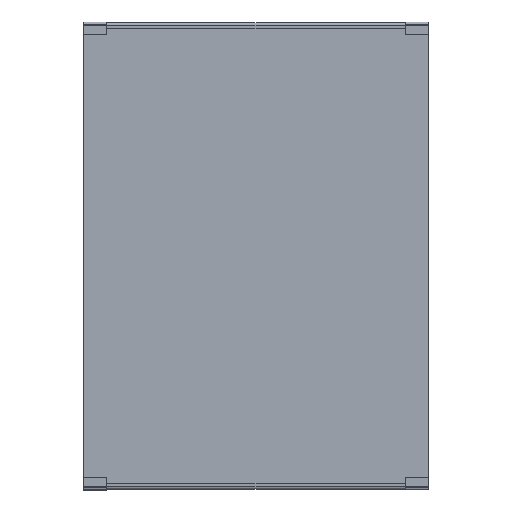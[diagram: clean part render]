
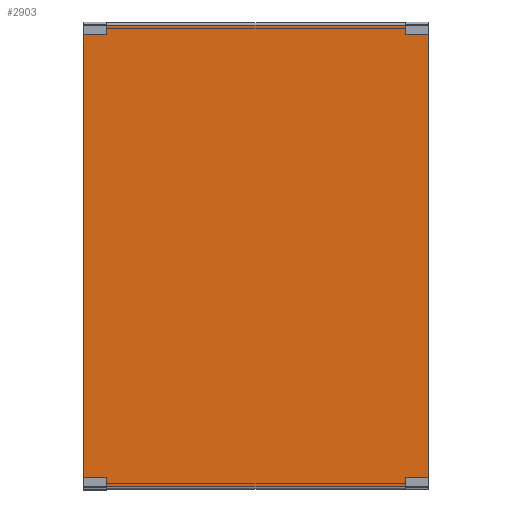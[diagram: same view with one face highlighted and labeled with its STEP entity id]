
A CAD part, top view. The second image highlights one B-rep face of the part: STEP entity #2903.
In plain terms, the highlighted planar face has unit normal (0, 0, 1).
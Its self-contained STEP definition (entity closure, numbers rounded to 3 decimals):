
#441=FACE_OUTER_BOUND('',#597,.T.);
#597=EDGE_LOOP('',(#2622,#2623,#2624,#2625));
#853=LINE('',#4959,#1121);
#858=LINE('',#4975,#1126);
#859=LINE('',#4977,#1127);
#860=LINE('',#4978,#1128);
#1121=VECTOR('',#4077,1.);
#1126=VECTOR('',#4094,1.);
#1127=VECTOR('',#4095,1.);
#1128=VECTOR('',#4096,1.);
#1420=VERTEX_POINT('',#4956);
#1421=VERTEX_POINT('',#4958);
#1426=VERTEX_POINT('',#4974);
#1427=VERTEX_POINT('',#4976);
#1838=EDGE_CURVE('',#1421,#1420,#853,.T.);
#1846=EDGE_CURVE('',#1420,#1426,#858,.T.);
#1847=EDGE_CURVE('',#1426,#1427,#859,.T.);
#1848=EDGE_CURVE('',#1421,#1427,#860,.T.);
#2622=ORIENTED_EDGE('',*,*,#1846,.T.);
#2623=ORIENTED_EDGE('',*,*,#1847,.T.);
#2624=ORIENTED_EDGE('',*,*,#1848,.F.);
#2625=ORIENTED_EDGE('',*,*,#1838,.T.);
#2750=PLANE('',#3221);
#2903=ADVANCED_FACE('',(#441),#2750,.F.);
#3221=AXIS2_PLACEMENT_3D('',#4973,#4092,#4093);
#4077=DIRECTION('',(-1.,0.,0.));
#4092=DIRECTION('center_axis',(0.,0.,-1.));
#4093=DIRECTION('ref_axis',(0.,-1.,0.));
#4094=DIRECTION('',(0.,-1.,0.));
#4095=DIRECTION('',(1.,0.,0.));
#4096=DIRECTION('',(0.,-1.,0.));
#4956=CARTESIAN_POINT('',(-154.63,642.097,240.39));
#4958=CARTESIAN_POINT('',(291.972,642.097,240.39));
#4959=CARTESIAN_POINT('',(185.809,642.097,240.39));
#4973=CARTESIAN_POINT('Origin',(185.809,189.697,240.39));
#4974=CARTESIAN_POINT('',(-154.63,43.696,240.39));
#4975=CARTESIAN_POINT('',(-154.63,167.896,240.39));
#4976=CARTESIAN_POINT('',(291.972,43.696,240.39));
#4977=CARTESIAN_POINT('',(185.809,43.696,240.39));
#4978=CARTESIAN_POINT('',(291.972,367.896,240.39));
